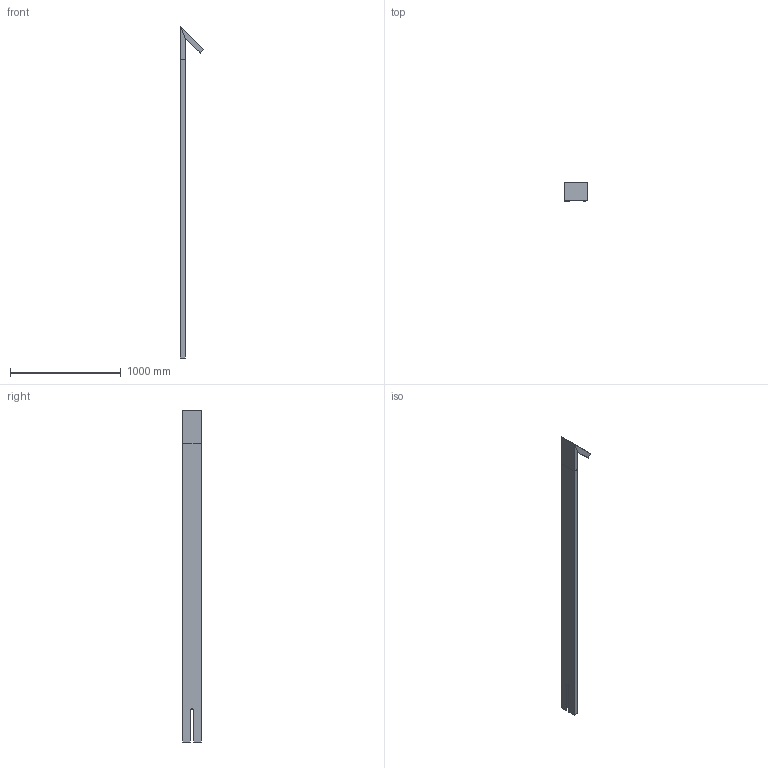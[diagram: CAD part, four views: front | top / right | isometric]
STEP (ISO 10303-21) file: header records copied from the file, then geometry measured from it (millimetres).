
FILE_DESCRIPTION(/* description */ (''),/* implementation_level */ '2;1');
FILE_NAME(/* name */ 'Chilone_250_3D 2',/* time_stamp */ '2012-02-09T12:56:37+01:00',/* author */ (''),/* organization */ (''),/* preprocessor_version */ 'ST-DEVELOPER v10',/* originating_system */ '',/* authorisation */ '');
FILE_SCHEMA (('CONFIG_CONTROL_DESIGN'));
Length unit declared in the file: millimetre
Products named in the file (1): 1
Bounding box: 212.13 x 167 x 2998.57 mm (x, y, z)
Volume: 418608.3 mm3; surface area: 2618625.5 mm2
Topology: 3 solids, 6 shells, 91 faces, 249 edges, 164 vertices
Faces by surface type: bspline 48, plane 43
Entity records: 2971 total; most frequent: CARTESIAN_POINT 1413, ORIENTED_EDGE 454, EDGE_CURVE 247, B_SPLINE_CURVE_WITH_KNOTS 170, VERTEX_POINT 164, EDGE_LOOP 98, ADVANCED_FACE 91, FACE_OUTER_BOUND 91
